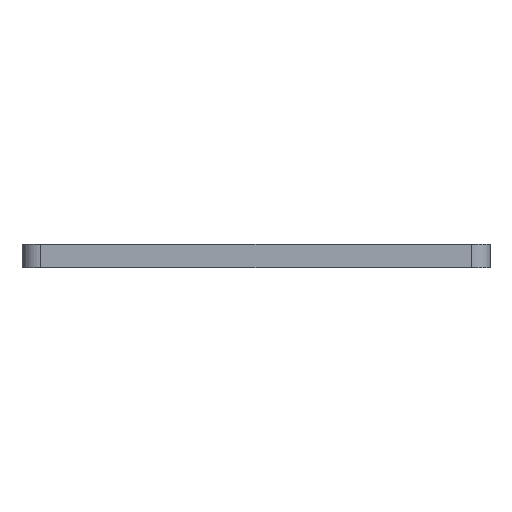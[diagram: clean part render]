
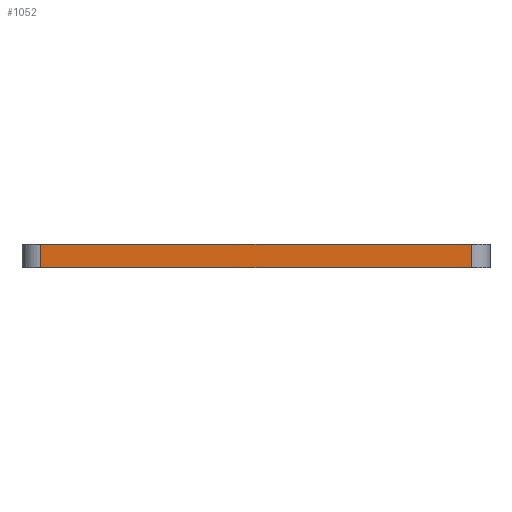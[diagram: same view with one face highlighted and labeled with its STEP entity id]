
A CAD part, front view. The second image highlights one B-rep face of the part: STEP entity #1052.
In plain terms, the highlighted planar face has unit normal (0, -1, 0).
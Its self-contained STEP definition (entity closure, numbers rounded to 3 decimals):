
#23 = EDGE_CURVE ( 'NONE', #125, #915, #137, .T. ) ;
#72 = DIRECTION ( 'NONE',  ( 1., 0., 0. ) ) ;
#125 = VERTEX_POINT ( 'NONE', #1200 ) ;
#137 = LINE ( 'NONE', #550, #1077 ) ;
#142 = EDGE_CURVE ( 'NONE', #1022, #915, #663, .T. ) ;
#170 = CARTESIAN_POINT ( 'NONE',  ( 0., -50., 0. ) ) ;
#173 = ORIENTED_EDGE ( 'NONE', *, *, #758, .T. ) ;
#191 = ORIENTED_EDGE ( 'NONE', *, *, #142, .T. ) ;
#227 = DIRECTION ( 'NONE',  ( 0., 0., -1. ) ) ;
#285 = EDGE_CURVE ( 'NONE', #125, #1207, #741, .T. ) ;
#307 = ORIENTED_EDGE ( 'NONE', *, *, #23, .F. ) ;
#334 = CARTESIAN_POINT ( 'NONE',  ( -23., -50., 2.5 ) ) ;
#433 = EDGE_LOOP ( 'NONE', ( #173, #191, #307, #567 ) ) ;
#509 = PLANE ( 'NONE',  #1122 ) ;
#550 = CARTESIAN_POINT ( 'NONE',  ( 0., -50., 2.5 ) ) ;
#567 = ORIENTED_EDGE ( 'NONE', *, *, #285, .T. ) ;
#623 = DIRECTION ( 'NONE',  ( -1., 0., 0. ) ) ;
#635 = CARTESIAN_POINT ( 'NONE',  ( -23., -50., 0. ) ) ;
#654 = DIRECTION ( 'NONE',  ( 1., 0., 0. ) ) ;
#663 = LINE ( 'NONE', #1015, #1319 ) ;
#711 = FACE_OUTER_BOUND ( 'NONE', #433, .T. ) ;
#719 = CARTESIAN_POINT ( 'NONE',  ( 0., -50., 2.5 ) ) ;
#741 = LINE ( 'NONE', #334, #1341 ) ;
#747 = VECTOR ( 'NONE', #72, 1000. ) ;
#758 = EDGE_CURVE ( 'NONE', #1207, #1022, #1301, .T. ) ;
#846 = CARTESIAN_POINT ( 'NONE',  ( 23., -50., 2.5 ) ) ;
#915 = VERTEX_POINT ( 'NONE', #846 ) ;
#1015 = CARTESIAN_POINT ( 'NONE',  ( 23., -50., 2.5 ) ) ;
#1022 = VERTEX_POINT ( 'NONE', #1234 ) ;
#1052 = ADVANCED_FACE ( 'NONE', ( #711 ), #509, .F. ) ;
#1077 = VECTOR ( 'NONE', #654, 1000. ) ;
#1104 = DIRECTION ( 'NONE',  ( 0., 0., 1. ) ) ;
#1122 = AXIS2_PLACEMENT_3D ( 'NONE', #719, #1133, #623 ) ;
#1133 = DIRECTION ( 'NONE',  ( 0., 1., 0. ) ) ;
#1200 = CARTESIAN_POINT ( 'NONE',  ( -23., -50., 2.5 ) ) ;
#1207 = VERTEX_POINT ( 'NONE', #635 ) ;
#1234 = CARTESIAN_POINT ( 'NONE',  ( 23., -50., 0. ) ) ;
#1301 = LINE ( 'NONE', #170, #747 ) ;
#1319 = VECTOR ( 'NONE', #1104, 1000. ) ;
#1341 = VECTOR ( 'NONE', #227, 1000. ) ;
